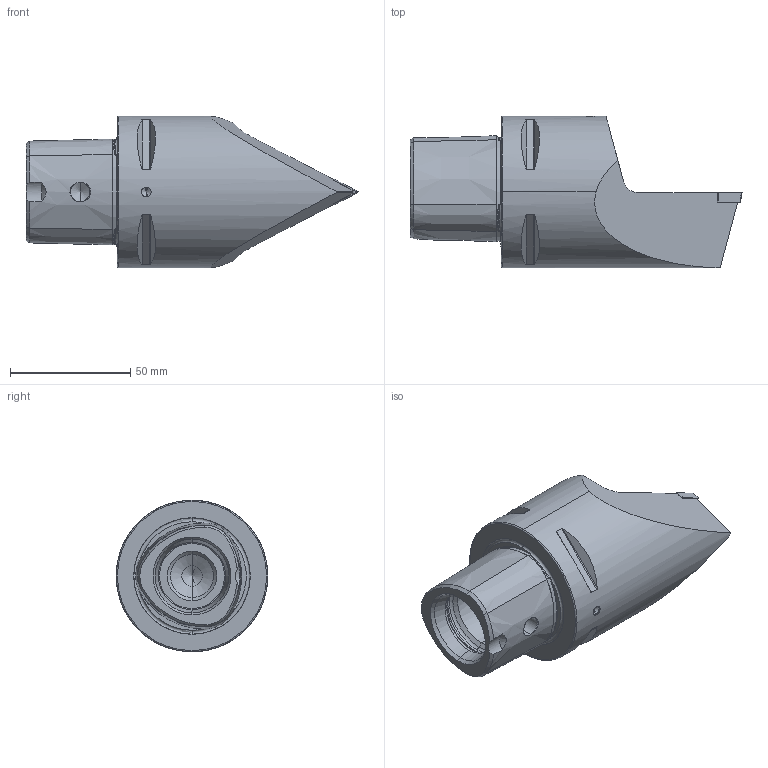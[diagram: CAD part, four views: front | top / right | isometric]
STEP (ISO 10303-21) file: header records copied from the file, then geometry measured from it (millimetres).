
FILE_DESCRIPTION (( 'STEP AP214' ), '1' );
FILE_NAME ('PS6.KDB.NNA.100.STEP', '2019-04-12T11:43:47', ( '' ), ( '' ), 'SwSTEP 2.0', 'SolidWorks 2017', '' );
FILE_SCHEMA (( 'AUTOMOTIVE_DESIGN' ));
Length unit declared in the file: millimetre
Products named in the file (9): PS6-KDB.NNA.100_A; KVT_MB_600_060; DCMT11T304; WCB-ER2.001.009_A; PS6.KDB.NNA.100
Assembly tree (4 placements, depth 2):
  KVT_MB_600_060
  DCMT11T304
  WCB-ER2.001.009_A
  PS6.KDB.NNA.100
    PS6-KDB.NNA.100_A
    DCMT11T304
    WCB-ER2.001.009_A
    KVT_MB_600_060
  PS6-KDB.NNA.100_A
Bounding box: 138.01 x 63 x 63 mm (x, y, z)
Volume: 207677.5 mm3; surface area: 31172.3 mm2
Topology: 5 solids, 5 shells, 267 faces, 643 edges, 380 vertices
Faces by surface type: cone 95, cylinder 66, plane 52, torus 34, bspline 16, sphere 4
Entity records: 8911 total; most frequent: CARTESIAN_POINT 2748, ORIENTED_EDGE 1248, DIRECTION 1216, EDGE_CURVE 624, AXIS2_PLACEMENT_3D 495, VERTEX_POINT 377, EDGE_LOOP 285, FACE_OUTER_BOUND 267
